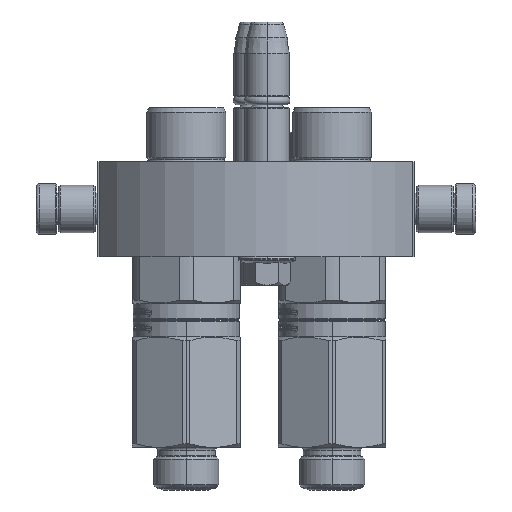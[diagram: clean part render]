
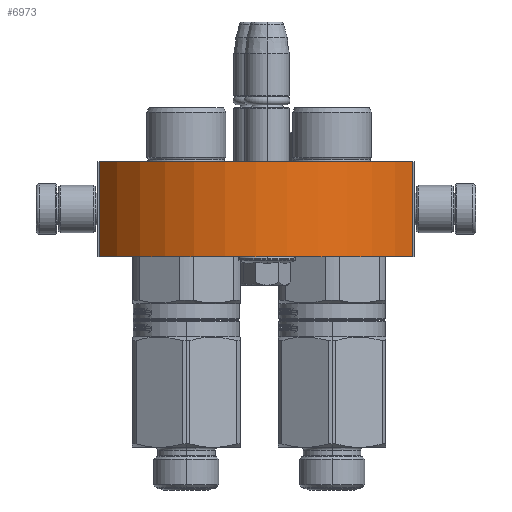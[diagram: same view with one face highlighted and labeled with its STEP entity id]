
A CAD part, left-side view. The second image highlights one B-rep face of the part: STEP entity #6973.
In plain terms, the highlighted cylindrical face has radius 57.25 mm (diameter 114.5 mm), a partial arc.
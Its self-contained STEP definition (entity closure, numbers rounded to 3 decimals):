
#514 = CYLINDRICAL_SURFACE ( 'NONE', #24295, 57.25 ) ;
#1793 = CARTESIAN_POINT ( 'NONE',  ( 49.5, 0., -28.763 ) ) ;
#2112 = VERTEX_POINT ( 'NONE', #24643 ) ;
#2358 = ORIENTED_EDGE ( 'NONE', *, *, #45786, .F. ) ;
#2720 = CARTESIAN_POINT ( 'NONE',  ( -49.5, 30., -28.763 ) ) ;
#3236 = EDGE_CURVE ( 'NONE', #36521, #2112, #23214, .T. ) ;
#4449 = DIRECTION ( 'NONE',  ( 0., 1., 0. ) ) ;
#5787 = VECTOR ( 'NONE', #51263, 1000. ) ;
#6973 = ADVANCED_FACE ( 'NONE', ( #32046 ), #514, .T. ) ;
#8376 = DIRECTION ( 'NONE',  ( 0.865, 0., -0.502 ) ) ;
#9863 = EDGE_LOOP ( 'NONE', ( #14378, #2358, #35282, #16637 ) ) ;
#10681 = CARTESIAN_POINT ( 'NONE',  ( 49.5, 30., -28.763 ) ) ;
#14378 = ORIENTED_EDGE ( 'NONE', *, *, #48280, .F. ) ;
#16364 = CIRCLE ( 'NONE', #26914, 57.25 ) ;
#16574 = DIRECTION ( 'NONE',  ( 0., -1., 0. ) ) ;
#16637 = ORIENTED_EDGE ( 'NONE', *, *, #51243, .T. ) ;
#17239 = CARTESIAN_POINT ( 'NONE',  ( 49.5, 0., -28.763 ) ) ;
#21724 = DIRECTION ( 'NONE',  ( 0., 1., 0. ) ) ;
#22106 = VERTEX_POINT ( 'NONE', #2720 ) ;
#23065 = CARTESIAN_POINT ( 'NONE',  ( -49.5, 0., -28.763 ) ) ;
#23214 = CIRCLE ( 'NONE', #50786, 57.25 ) ;
#24295 = AXIS2_PLACEMENT_3D ( 'NONE', #48656, #16574, #24513 ) ;
#24513 = DIRECTION ( 'NONE',  ( 1., 0., 0. ) ) ;
#24643 = CARTESIAN_POINT ( 'NONE',  ( -49.5, 0., -28.763 ) ) ;
#25119 = DIRECTION ( 'NONE',  ( 0., 1., 0. ) ) ;
#26313 = VERTEX_POINT ( 'NONE', #10681 ) ;
#26914 = AXIS2_PLACEMENT_3D ( 'NONE', #28940, #4449, #48831 ) ;
#28940 = CARTESIAN_POINT ( 'NONE',  ( 0., 30., 0. ) ) ;
#32046 = FACE_OUTER_BOUND ( 'NONE', #9863, .T. ) ;
#32480 = CARTESIAN_POINT ( 'NONE',  ( 0., 0., 0. ) ) ;
#34806 = LINE ( 'NONE', #23065, #5787 ) ;
#35282 = ORIENTED_EDGE ( 'NONE', *, *, #3236, .T. ) ;
#36521 = VERTEX_POINT ( 'NONE', #17239 ) ;
#45786 = EDGE_CURVE ( 'NONE', #36521, #26313, #46991, .T. ) ;
#46991 = LINE ( 'NONE', #1793, #48249 ) ;
#48249 = VECTOR ( 'NONE', #21724, 1000. ) ;
#48280 = EDGE_CURVE ( 'NONE', #26313, #22106, #16364, .T. ) ;
#48656 = CARTESIAN_POINT ( 'NONE',  ( 0., 0., 0. ) ) ;
#48831 = DIRECTION ( 'NONE',  ( 0.865, 0., -0.502 ) ) ;
#50786 = AXIS2_PLACEMENT_3D ( 'NONE', #32480, #25119, #8376 ) ;
#51243 = EDGE_CURVE ( 'NONE', #2112, #22106, #34806, .T. ) ;
#51263 = DIRECTION ( 'NONE',  ( 0., 1., 0. ) ) ;
